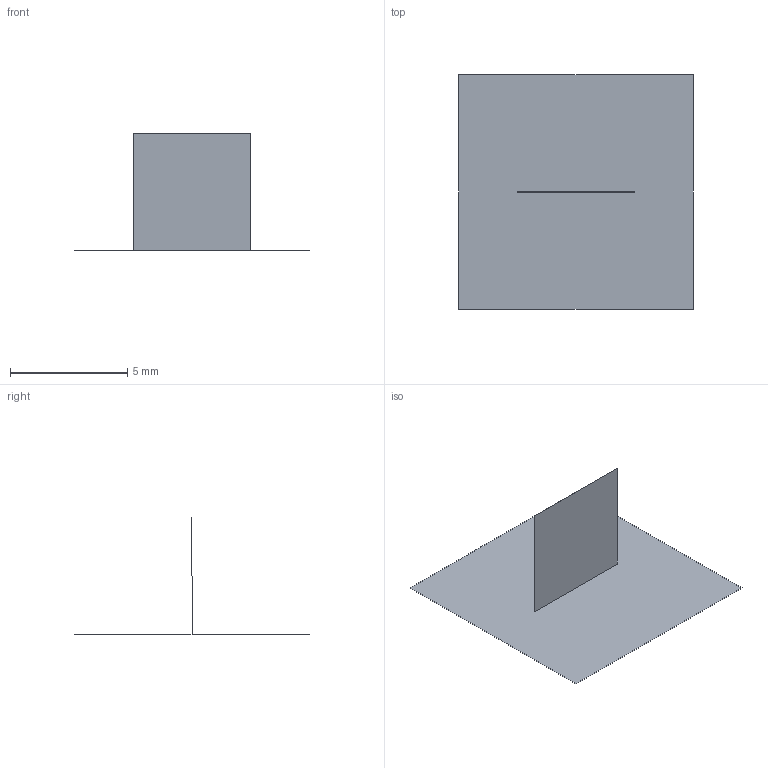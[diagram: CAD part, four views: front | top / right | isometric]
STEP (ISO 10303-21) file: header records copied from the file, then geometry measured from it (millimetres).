
FILE_DESCRIPTION(('FreeCAD Model'),'2;1');
FILE_NAME('Open CASCADE Shape Model','2022-04-13T10:51:43',(''),(''), 'Open CASCADE STEP processor 7.5','FreeCAD','Unknown');
FILE_SCHEMA(('AUTOMOTIVE_DESIGN { 1 0 10303 214 1 1 1 1 }'));
Length unit declared in the file: millimetre
Products named in the file (3): Unnamed; Face; Face001
Assembly tree (2 placements, depth 2):
  Unnamed
    Face
    Face001
Bounding box: 10 x 10 x 5 mm (x, y, z)
Surface area: 125 mm2 (no closed solid volume)
Topology: 0 solids, 2 shells, 2 faces, 8 edges, 8 vertices
Faces by surface type: plane 2
Entity records: 214 total; most frequent: CARTESIAN_POINT 29, DIRECTION 26, LINE 16, VECTOR 16, ORIENTED_EDGE 8, EDGE_CURVE 8, VERTEX_POINT 8, SURFACE_CURVE 8
